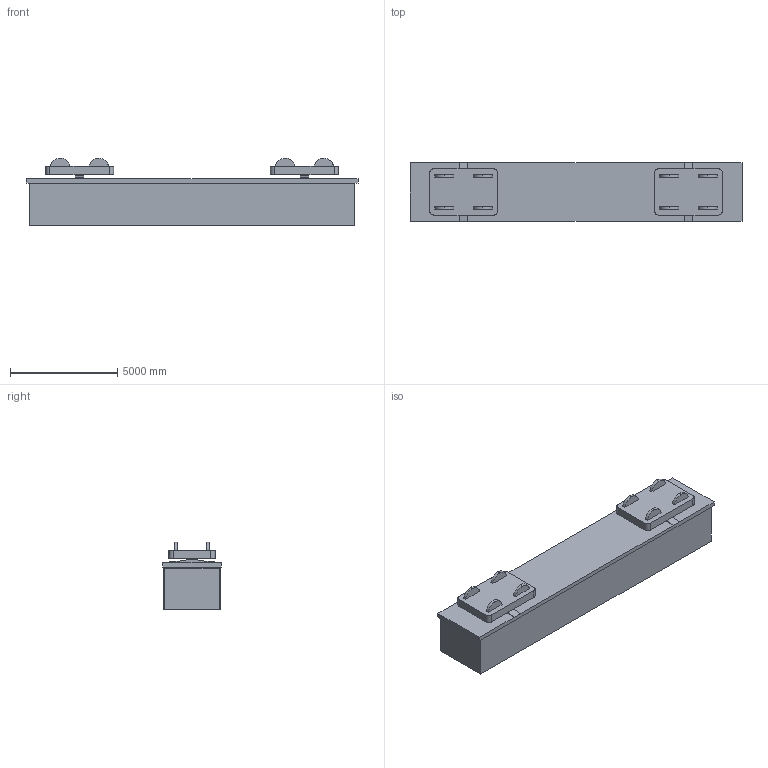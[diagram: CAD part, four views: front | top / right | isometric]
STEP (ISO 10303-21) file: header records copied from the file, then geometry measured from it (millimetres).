
FILE_DESCRIPTION (( 'STEP AP214' ), '1' );
FILE_NAME ('OpenWagon_LessDetailed.STEP', '2024-03-21T16:49:47', ( '' ), ( '' ), 'SwSTEP 2.0', 'SolidWorks 2022', '' );
FILE_SCHEMA (( 'AUTOMOTIVE_DESIGN' ));
Length unit declared in the file: millimetre
Products named in the file (1): OpenWagon_LessDetailed
Bounding box: 15500 x 2738.4 x 3160 mm (x, y, z)
Surface area: 353718440.4 mm2 (no closed solid volume)
Topology: 0 solids, 4 shells, 95 faces, 220 edges, 144 vertices
Faces by surface type: plane 67, cylinder 24, cone 4
Entity records: 5333 total; most frequent: CARTESIAN_POINT 2544, ORIENTED_EDGE 440, EDGE_CURVE 220, B_SPLINE_CURVE_WITH_KNOTS 220, DIRECTION 192, VERTEX_POINT 144, EDGE_LOOP 106, UNCERTAINTY_MEASURE_WITH_UNIT 97
